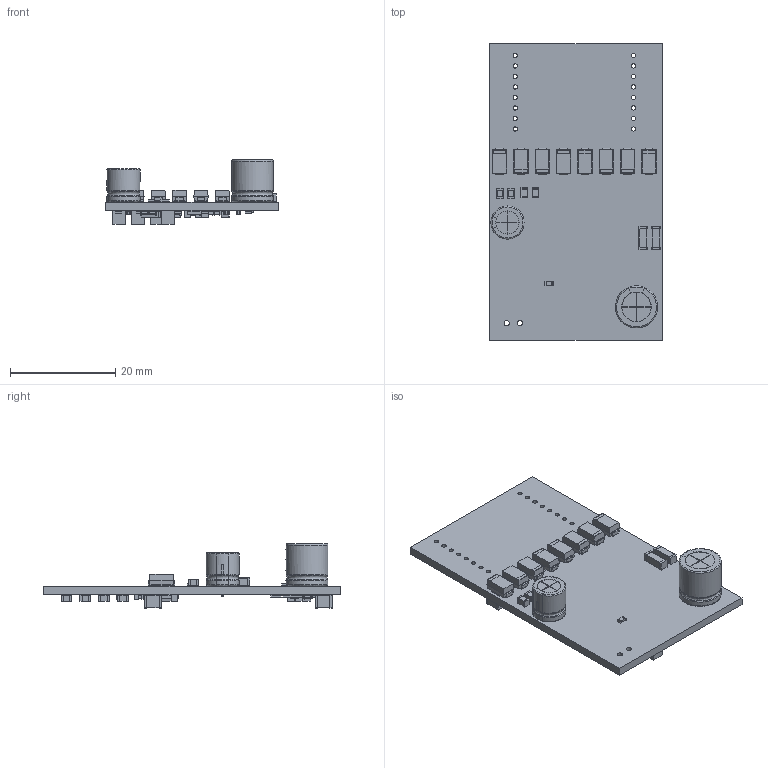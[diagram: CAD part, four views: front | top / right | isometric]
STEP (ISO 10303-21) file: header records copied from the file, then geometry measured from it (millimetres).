
FILE_DESCRIPTION(('KiCad electronic assembly'),'2;1');
FILE_NAME('poePoweredDevice-PD.step','2019-09-23T12:45:57',('An Author') ,('A Company'),'Open CASCADE STEP processor 6.9', 'KiCad to STEP converter','Unknown');
FILE_SCHEMA(('AUTOMOTIVE_DESIGN { 1 0 10303 214 1 1 1 1 }'));
Length unit declared in the file: millimetre
Products named in the file (30): Open CASCADE STEP translator 6.9 1; C_1210_3225Metric; SOLID; CP_Radial_D6.3mm_P2.50mm; CP_Radial_D8.0mm_P2.50mm; C_0805_2012Metric; C_0603_1608Metric; C_1806_4516Metric; D_SOD-123; D_0603_1608Metric; D_SMA; L_0805_2012Metric; R_0805_2012Metric; R_0603_1608Metric; QFN-20-1EP_5x5mm_P0.65mm_EP3.35x3.35mm; SOT-23; COMPOUND
Assembly tree (64 placements, depth 3):
  Open CASCADE STEP translator 6.9 1
    C_1210_3225Metric  x4
      SOLID
    CP_Radial_D6.3mm_P2.50mm
      SOLID
    CP_Radial_D8.0mm_P2.50mm
      SOLID
    C_0805_2012Metric  x5
      SOLID
    C_0603_1608Metric  x8
      SOLID
    C_1806_4516Metric  x2
      SOLID
    D_SOD-123
      SOLID
    D_0603_1608Metric  x2
      SOLID
    D_SMA  x8
      SOLID
    L_0805_2012Metric  x4
      SOLID
    R_0805_2012Metric  x10
      SOLID
    R_0603_1608Metric
      SOLID
    QFN-20-1EP_5x5mm_P0.65mm_EP3.35x3.35mm
      SOLID
    SOT-23
      SOLID
    COMPOUND
Bounding box: 32.89 x 56.54 x 12.2 mm (x, y, z)
Volume: 3913.8 mm3; surface area: 5771.6 mm2
Topology: 50 solids, 52 shells, 1741 faces, 4513 edges, 2941 vertices
Faces by surface type: plane 1067, cylinder 515, bspline 145, revolution 10, torus 4
Full cylindrical faces by diameter (mm): 0.5 x5, 0.8 x20, 1 x2
Entity records: 52050 total; most frequent: CARTESIAN_POINT 12033, DIRECTION 6414, LINE 4117, VECTOR 4117, ORIENTED_EDGE 3510, PCURVE 3510, DEFINITIONAL_REPRESENTATION 3510, EDGE_CURVE 1755
